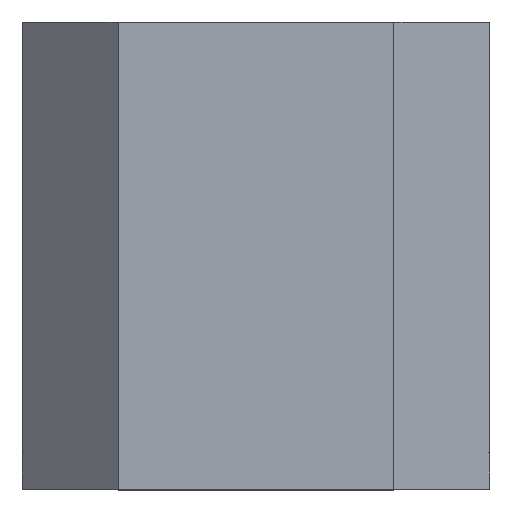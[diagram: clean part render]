
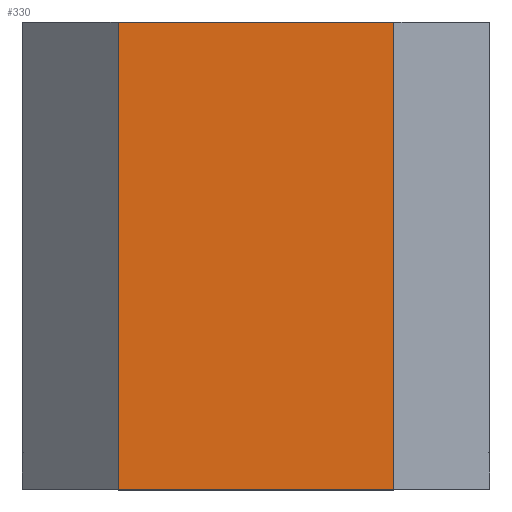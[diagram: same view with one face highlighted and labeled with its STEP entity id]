
A CAD part, top view. The second image highlights one B-rep face of the part: STEP entity #330.
In plain terms, the highlighted planar face has unit normal (0, 0, 1).
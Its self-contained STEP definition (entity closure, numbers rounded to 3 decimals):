
#62=ORIENTED_EDGE('',*,*,#109,.F.);
#63=ORIENTED_EDGE('',*,*,#133,.T.);
#64=ORIENTED_EDGE('',*,*,#136,.T.);
#65=ORIENTED_EDGE('',*,*,#137,.F.);
#109=EDGE_CURVE('',#152,#153,#181,.T.);
#133=EDGE_CURVE('',#152,#167,#205,.T.);
#136=EDGE_CURVE('',#167,#169,#208,.T.);
#137=EDGE_CURVE('',#153,#169,#209,.T.);
#152=VERTEX_POINT('',#470);
#153=VERTEX_POINT('',#472);
#167=VERTEX_POINT('',#517);
#169=VERTEX_POINT('',#525);
#181=LINE('',#471,#225);
#205=LINE('',#518,#249);
#208=LINE('',#524,#252);
#209=LINE('',#526,#253);
#225=VECTOR('',#384,1000.);
#249=VECTOR('',#424,1000.);
#252=VECTOR('',#431,1000.);
#253=VECTOR('',#432,1000.);
#272=EDGE_LOOP('',(#62,#63,#64,#65));
#292=FACE_BOUND('',#272,.T.);
#312=PLANE('',#361);
#330=ADVANCED_FACE('',(#292),#312,.T.);
#361=AXIS2_PLACEMENT_3D('',#523,#429,#430);
#384=DIRECTION('',(-1.,0.,0.));
#424=DIRECTION('',(0.,1.,0.));
#429=DIRECTION('',(0.,0.,1.));
#430=DIRECTION('',(-1.,0.,0.));
#431=DIRECTION('',(-1.,0.,0.));
#432=DIRECTION('',(0.,1.,0.));
#470=CARTESIAN_POINT('',(4.55,0.,-7.13));
#471=CARTESIAN_POINT('',(5.07,0.,-7.13));
#472=CARTESIAN_POINT('',(3.05,0.,-7.13));
#517=CARTESIAN_POINT('',(4.55,2.54,-7.13));
#518=CARTESIAN_POINT('',(4.55,0.,-7.13));
#523=CARTESIAN_POINT('',(5.07,0.,-7.13));
#524=CARTESIAN_POINT('',(5.07,2.54,-7.13));
#525=CARTESIAN_POINT('',(3.05,2.54,-7.13));
#526=CARTESIAN_POINT('',(3.05,0.,-7.13));
